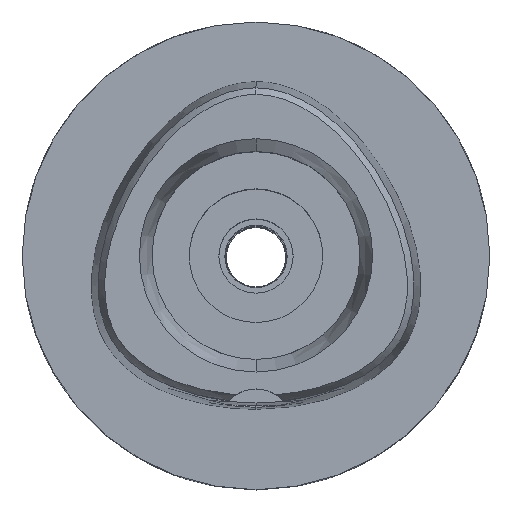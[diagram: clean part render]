
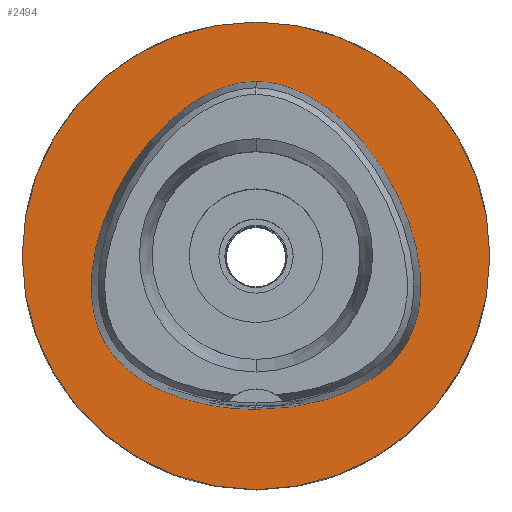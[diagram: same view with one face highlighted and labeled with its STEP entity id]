
A CAD part, top view. The second image highlights one B-rep face of the part: STEP entity #2494.
In plain terms, the highlighted planar face has unit normal (0, 0, 1).
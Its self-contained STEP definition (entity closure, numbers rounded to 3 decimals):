
#314=CARTESIAN_POINT('',(0.,0.,0.));
#315=DIRECTION('',(0.,0.,-1.));
#316=DIRECTION('',(0.,-1.,0.));
#317=AXIS2_PLACEMENT_3D('',#314,#315,#316);
#322=CARTESIAN_POINT('',(0.,0.,0.));
#323=DIRECTION('',(0.,0.,-1.));
#324=DIRECTION('',(0.,1.,0.));
#325=AXIS2_PLACEMENT_3D('',#322,#323,#324);
#330=CARTESIAN_POINT('',(0.,-20.675,0.));
#331=CARTESIAN_POINT('',(0.942,-20.675,0.));
#332=CARTESIAN_POINT('',(2.794,-20.601,
0.));
#333=CARTESIAN_POINT('',(5.508,-20.278,0.));
#334=CARTESIAN_POINT('',(8.042,-19.765,0.));
#335=CARTESIAN_POINT('',(10.348,-19.099,0.));
#336=CARTESIAN_POINT('',(12.397,-18.314,0.));
#337=CARTESIAN_POINT('',(14.187,-17.444,0.));
#338=CARTESIAN_POINT('',(15.733,-16.514,0.));
#339=CARTESIAN_POINT('',(17.053,-15.541,0.));
#340=CARTESIAN_POINT('',(18.174,-14.539,0.));
#341=CARTESIAN_POINT('',(19.119,-13.509,0.));
#342=CARTESIAN_POINT('',(19.902,-12.464,0.));
#343=CARTESIAN_POINT('',(20.552,-11.382,0.));
#344=CARTESIAN_POINT('',(21.099,-10.215,0.));
#345=CARTESIAN_POINT('',(21.551,-8.927,0.));
#346=CARTESIAN_POINT('',(21.897,-7.504,0.));
#347=CARTESIAN_POINT('',(22.122,-5.928,0.));
#348=CARTESIAN_POINT('',(22.208,-4.183,0.));
#349=CARTESIAN_POINT('',(22.127,-2.258,0.));
#350=CARTESIAN_POINT('',(21.853,-0.149,0.));
#351=CARTESIAN_POINT('',(21.356,2.131,0.));
#352=CARTESIAN_POINT('',(20.615,4.549,0.));
#353=CARTESIAN_POINT('',(19.622,7.048,0.));
#354=CARTESIAN_POINT('',(18.39,9.548,0.));
#355=CARTESIAN_POINT('',(16.952,11.962,0.));
#356=CARTESIAN_POINT('',(15.356,14.216,0.));
#357=CARTESIAN_POINT('',(13.662,16.241,0.));
#358=CARTESIAN_POINT('',(11.933,17.997,0.));
#359=CARTESIAN_POINT('',(10.216,19.47,0.));
#360=CARTESIAN_POINT('',(8.547,20.671,0.));
#361=CARTESIAN_POINT('',(6.944,21.62,0.));
#362=CARTESIAN_POINT('',(5.417,22.346,0.));
#363=CARTESIAN_POINT('',(3.964,22.874,0.));
#364=CARTESIAN_POINT('',(2.581,23.23,0.));
#365=CARTESIAN_POINT('',(1.262,23.432,
0.));
#366=CARTESIAN_POINT('',(0.415,23.475,
0.));
#367=CARTESIAN_POINT('',(0.,23.475,
0.));
#372=CARTESIAN_POINT('',(0.,23.475,
0.));
#373=CARTESIAN_POINT('',(-0.415,23.475,
0.));
#374=CARTESIAN_POINT('',(-1.262,23.432,
0.));
#375=CARTESIAN_POINT('',(-2.582,23.23,0.));
#376=CARTESIAN_POINT('',(-3.965,22.874,0.));
#377=CARTESIAN_POINT('',(-5.418,22.345,0.));
#378=CARTESIAN_POINT('',(-6.946,21.62,0.));
#379=CARTESIAN_POINT('',(-8.549,20.67,0.));
#380=CARTESIAN_POINT('',(-10.219,19.468,0.));
#381=CARTESIAN_POINT('',(-11.936,17.993,0.));
#382=CARTESIAN_POINT('',(-13.666,16.237,0.));
#383=CARTESIAN_POINT('',(-15.359,14.211,0.));
#384=CARTESIAN_POINT('',(-16.956,11.956,0.));
#385=CARTESIAN_POINT('',(-18.393,9.541,0.));
#386=CARTESIAN_POINT('',(-19.625,7.041,0.));
#387=CARTESIAN_POINT('',(-20.617,4.542,0.));
#388=CARTESIAN_POINT('',(-21.358,2.125,0.));
#389=CARTESIAN_POINT('',(-21.854,-0.155,0.));
#390=CARTESIAN_POINT('',(-22.128,-2.262,0.));
#391=CARTESIAN_POINT('',(-22.208,-4.187,0.));
#392=CARTESIAN_POINT('',(-22.122,-5.932,0.));
#393=CARTESIAN_POINT('',(-21.896,-7.508,0.));
#394=CARTESIAN_POINT('',(-21.55,-8.931,0.));
#395=CARTESIAN_POINT('',(-21.096,-10.22,0.));
#396=CARTESIAN_POINT('',(-20.552,-11.382,0.));
#397=CARTESIAN_POINT('',(-19.904,-12.46,0.));
#398=CARTESIAN_POINT('',(-19.123,-13.505,0.));
#399=CARTESIAN_POINT('',(-18.178,-14.535,0.));
#400=CARTESIAN_POINT('',(-17.058,-15.538,0.));
#401=CARTESIAN_POINT('',(-15.737,-16.511,0.));
#402=CARTESIAN_POINT('',(-14.192,-17.442,0.));
#403=CARTESIAN_POINT('',(-12.401,-18.313,0.));
#404=CARTESIAN_POINT('',(-10.352,-19.098,0.));
#405=CARTESIAN_POINT('',(-8.045,-19.765,0.));
#406=CARTESIAN_POINT('',(-5.51,-20.277,0.));
#407=CARTESIAN_POINT('',(-2.794,-20.601,
0.));
#408=CARTESIAN_POINT('',(-0.943,-20.675,0.));
#409=CARTESIAN_POINT('',(0.,-20.675,0.));
#1634=VERTEX_POINT('',#372);
#1635=VERTEX_POINT('',#409);
#1640=CARTESIAN_POINT('',(0.,-31.5,0.));
#1641=CARTESIAN_POINT('',(0.,31.5,0.));
#1642=VERTEX_POINT('',#1640);
#1643=VERTEX_POINT('',#1641);
#2478=CARTESIAN_POINT('',(0.,0.,0.));
#2479=DIRECTION('',(0.,0.,-1.));
#2480=DIRECTION('',(0.,-1.,0.));
#2481=AXIS2_PLACEMENT_3D('',#2478,#2479,#2480);
#2482=PLANE('',#2481);
#2484=ORIENTED_EDGE('',*,*,#2483,.T.);
#2486=ORIENTED_EDGE('',*,*,#2485,.T.);
#2487=EDGE_LOOP('',(#2484,#2486));
#2488=FACE_OUTER_BOUND('',#2487,.F.);
#2490=ORIENTED_EDGE('',*,*,#2489,.T.);
#2491=ORIENTED_EDGE('',*,*,#2461,.T.);
#2492=EDGE_LOOP('',(#2490,#2491));
#2493=FACE_BOUND('',#2492,.F.);
#318=CIRCLE('',#317,31.5);
#326=CIRCLE('',#325,31.5);
#368=B_SPLINE_CURVE_WITH_KNOTS('',3,(#330,#331,#332,#333,#334,#335,#336,#337,
#338,#339,#340,#341,#342,#343,#344,#345,#346,#347,#348,#349,#350,#351,#352,#353,
#354,#355,#356,#357,#358,#359,#360,#361,#362,#363,#364,#365,#366,#367),
.UNSPECIFIED.,.F.,.F.,(4,1,1,1,1,1,1,1,1,1,1,1,1,1,1,1,1,1,1,1,1,1,1,1,1,1,1,1,
1,1,1,1,1,1,1,4),(0.,0.029,0.057,0.086,
0.114,0.143,0.171,0.2,0.229,
0.257,0.286,0.314,0.343,
0.371,0.4,0.429,0.457,0.486,
0.514,0.543,0.571,0.6,0.629,
0.657,0.686,0.714,0.743,
0.771,0.8,0.829,0.857,0.886,
0.914,0.943,0.971,1.),.UNSPECIFIED.);
#410=B_SPLINE_CURVE_WITH_KNOTS('',3,(#372,#373,#374,#375,#376,#377,#378,#379,
#380,#381,#382,#383,#384,#385,#386,#387,#388,#389,#390,#391,#392,#393,#394,#395,
#396,#397,#398,#399,#400,#401,#402,#403,#404,#405,#406,#407,#408,#409),
.UNSPECIFIED.,.F.,.F.,(4,1,1,1,1,1,1,1,1,1,1,1,1,1,1,1,1,1,1,1,1,1,1,1,1,1,1,1,
1,1,1,1,1,1,1,4),(0.,0.029,0.057,0.086,
0.114,0.143,0.171,0.2,0.229,
0.257,0.286,0.314,0.343,
0.371,0.4,0.429,0.457,0.486,
0.514,0.543,0.571,0.6,0.629,
0.657,0.686,0.714,0.743,
0.771,0.8,0.829,0.857,0.886,
0.914,0.943,0.971,1.),.UNSPECIFIED.);
#2461=EDGE_CURVE('',#1634,#1635,#410,.T.);
#2483=EDGE_CURVE('',#1642,#1643,#318,.T.);
#2485=EDGE_CURVE('',#1643,#1642,#326,.T.);
#2489=EDGE_CURVE('',#1635,#1634,#368,.T.);
#2494=ADVANCED_FACE('',(#2488,#2493),#2482,.F.);
